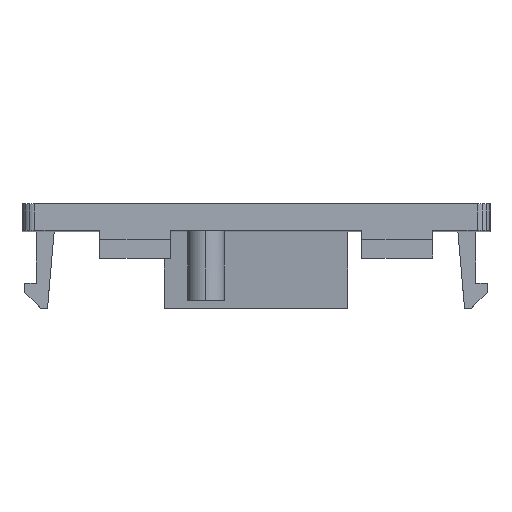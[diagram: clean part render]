
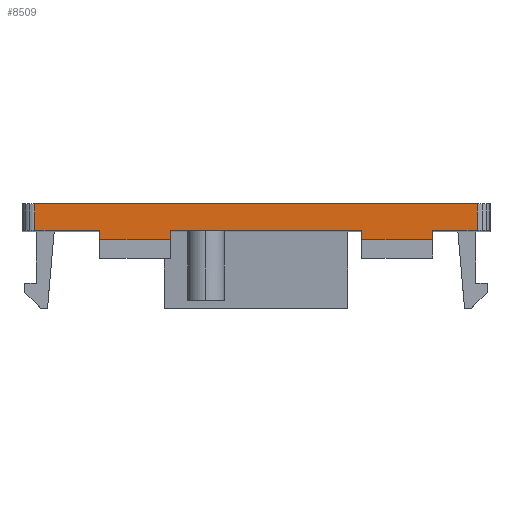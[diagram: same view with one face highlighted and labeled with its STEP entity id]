
A CAD part, top view. The second image highlights one B-rep face of the part: STEP entity #8509.
In plain terms, the highlighted free-form (B-spline) face has degree [1, 1] with [2, 2] control points.
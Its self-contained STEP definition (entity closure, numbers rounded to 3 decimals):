
#4004=CARTESIAN_POINT('V24',(19.2,-1.0,
   43.9));
#4005=VERTEX_POINT('V24',#4004);
#4011=CARTESIAN_POINT('V19',(11.5,-1.0,
   43.9));
#4012=VERTEX_POINT('V19',#4011);
#4013=CARTESIAN_POINT('E39',(11.5,-1.0,
   43.9));
#4014=CARTESIAN_POINT('E39',(19.2,-1.0,
   43.9));
#4015=QUASI_UNIFORM_CURVE('E39',1,(#4013,#4014),.POLYLINE_FORM.,.F.,
   .U.);
#4016=EDGE_CURVE('E39',#4012,#4005,#4015,.T.);
#4032=CARTESIAN_POINT('V25',(19.2,0.,
   43.9));
#4033=VERTEX_POINT('V25',#4032);
#4034=CARTESIAN_POINT('E27',(19.2,-1.0,
   43.9));
#4035=CARTESIAN_POINT('E27',(19.2,0.0,
   43.9));
#4036=QUASI_UNIFORM_CURVE('E27',1,(#4034,#4035),.POLYLINE_FORM.,.F.,
   .U.);
#4037=EDGE_CURVE('E27',#4005,#4033,#4036,.T.);
#4085=CARTESIAN_POINT('V18',(11.5,0.0,
   43.9));
#4086=VERTEX_POINT('V18',#4085);
#4087=CARTESIAN_POINT('E19',(11.5,0.0,
   43.9));
#4088=CARTESIAN_POINT('E19',(11.5,-1.0,
   43.9));
#4089=QUASI_UNIFORM_CURVE('E19',1,(#4087,#4088),.POLYLINE_FORM.,.F.,
   .U.);
#4090=EDGE_CURVE('E19',#4086,#4012,#4089,.T.);
#4112=CARTESIAN_POINT('V29',(-9.3,-1.0,
   43.9));
#4113=VERTEX_POINT('V29',#4112);
#4119=CARTESIAN_POINT('V10',(-17.0,-1.0,43.9));
#4120=VERTEX_POINT('V10',#4119);
#4121=CARTESIAN_POINT('E40',(-17.0,-1.0,43.9));
#4122=CARTESIAN_POINT('E40',(-9.3,-1.0,
   43.9));
#4123=QUASI_UNIFORM_CURVE('E40',1,(#4121,#4122),.POLYLINE_FORM.,.F.,
   .U.);
#4124=EDGE_CURVE('E40',#4120,#4113,#4123,.T.);
#4258=CARTESIAN_POINT('V9',(-17.0,0.0,43.9));
#4259=VERTEX_POINT('V9',#4258);
#4260=CARTESIAN_POINT('E9',(-17.0,0.0,43.9));
#4261=CARTESIAN_POINT('E9',(-17.0,-1.0,43.9));
#4262=QUASI_UNIFORM_CURVE('E9',1,(#4260,#4261),.POLYLINE_FORM.,.F.,
   .U.);
#4263=EDGE_CURVE('E9',#4259,#4120,#4262,.T.);
#7337=CARTESIAN_POINT('V72',(24.05,2.9,
   43.9));
#7338=VERTEX_POINT('V72',#7337);
#7352=CARTESIAN_POINT('V71',(24.05,0.0,
   43.9));
#7353=VERTEX_POINT('V71',#7352);
#7354=CARTESIAN_POINT('E98',(24.05,2.9,
   43.9));
#7355=CARTESIAN_POINT('E98',(24.05,0.0,
   43.9));
#7356=QUASI_UNIFORM_CURVE('E98',1,(#7354,#7355),.POLYLINE_FORM.,.F.,
   .U.);
#7357=EDGE_CURVE('E98',#7338,#7353,#7356,.T.);
#8296=CARTESIAN_POINT('V70',(-24.05,2.9,
   43.9));
#8297=VERTEX_POINT('V70',#8296);
#8311=CARTESIAN_POINT('E99',(-24.05,2.9,
   43.9));
#8312=CARTESIAN_POINT('E99',(24.05,2.9,
   43.9));
#8313=QUASI_UNIFORM_CURVE('E99',1,(#8311,#8312),.POLYLINE_FORM.,.F.,
   .U.);
#8314=EDGE_CURVE('E99',#8297,#7338,#8313,.T.);
#8448=CARTESIAN_POINT('V69',(-24.05,0.0,
   43.9));
#8449=VERTEX_POINT('V69',#8448);
#8463=CARTESIAN_POINT('E94',(-24.05,0.0,
   43.9));
#8464=CARTESIAN_POINT('E94',(-24.05,2.9,
   43.9));
#8465=QUASI_UNIFORM_CURVE('E94',1,(#8463,#8464),.POLYLINE_FORM.,.F.,
   .U.);
#8466=EDGE_CURVE('E94',#8449,#8297,#8465,.T.);
#8472=CARTESIAN_POINT('F32',(-26.455,3.095,
   43.9));
#8473=CARTESIAN_POINT('F32',(-26.455,-1.195,
   43.9));
#8474=CARTESIAN_POINT('F32',(26.455,3.095,
   43.9));
#8475=CARTESIAN_POINT('F32',(26.455,-1.195,
   43.9));
#8476=B_SPLINE_SURFACE_WITH_KNOTS('F32',1,1,((#8472,#8474),(#8473,
   #8475)),.PLANE_SURF.,.F.,.F.,.U.,(2,2),(2,2),(0.0,1.0),(0.0,
   12.333),.UNSPECIFIED.);
#8477=ORIENTED_EDGE('E94',*,*,#8466,.F.);
#8478=CARTESIAN_POINT('E95',(-17.0,0.0,43.9));
#8479=CARTESIAN_POINT('E95',(-24.05,0.0,
   43.9));
#8480=QUASI_UNIFORM_CURVE('E95',1,(#8478,#8479),.POLYLINE_FORM.,.F.,
   .U.);
#8481=EDGE_CURVE('E95',#4259,#8449,#8480,.T.);
#8482=ORIENTED_EDGE('E95',*,*,#8481,.F.);
#8483=ORIENTED_EDGE('E9',*,*,#4263,.T.);
#8484=ORIENTED_EDGE('E40',*,*,#4124,.T.);
#8485=CARTESIAN_POINT('V30',(-9.3,0.0,
   43.9));
#8486=VERTEX_POINT('V30',#8485);
#8487=CARTESIAN_POINT('E34',(-9.3,-1.0,
   43.9));
#8488=CARTESIAN_POINT('E34',(-9.3,0.0,
   43.9));
#8489=QUASI_UNIFORM_CURVE('E34',1,(#8487,#8488),.POLYLINE_FORM.,.F.,
   .U.);
#8490=EDGE_CURVE('E34',#4113,#8486,#8489,.T.);
#8491=ORIENTED_EDGE('E34',*,*,#8490,.T.);
#8492=CARTESIAN_POINT('E96',(11.5,0.0,
   43.9));
#8493=CARTESIAN_POINT('E96',(-9.3,0.0,
   43.9));
#8494=QUASI_UNIFORM_CURVE('E96',1,(#8492,#8493),.POLYLINE_FORM.,.F.,
   .U.);
#8495=EDGE_CURVE('E96',#4086,#8486,#8494,.T.);
#8496=ORIENTED_EDGE('E96',*,*,#8495,.F.);
#8497=ORIENTED_EDGE('E19',*,*,#4090,.T.);
#8498=ORIENTED_EDGE('E39',*,*,#4016,.T.);
#8499=ORIENTED_EDGE('E27',*,*,#4037,.T.);
#8500=CARTESIAN_POINT('E97',(24.05,0.0,
   43.9));
#8501=CARTESIAN_POINT('E97',(19.2,0.0,
   43.9));
#8502=QUASI_UNIFORM_CURVE('E97',1,(#8500,#8501),.POLYLINE_FORM.,.F.,
   .U.);
#8503=EDGE_CURVE('E97',#7353,#4033,#8502,.T.);
#8504=ORIENTED_EDGE('E97',*,*,#8503,.F.);
#8505=ORIENTED_EDGE('E98',*,*,#7357,.F.);
#8506=ORIENTED_EDGE('E99',*,*,#8314,.F.);
#8507=EDGE_LOOP('F32',(#8477,#8482,#8483,#8484,#8491,#8496,#8497,
   #8498,#8499,#8504,#8505,#8506));
#8508=FACE_OUTER_BOUND('F32',#8507,.T.);
#8509=ADVANCED_FACE('F32',(#8508),#8476,.T.);
